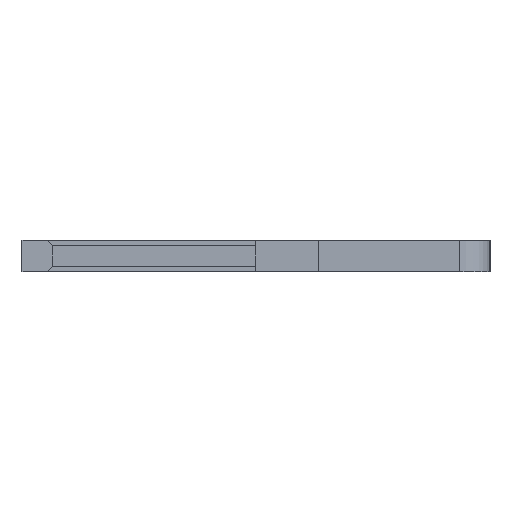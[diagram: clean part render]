
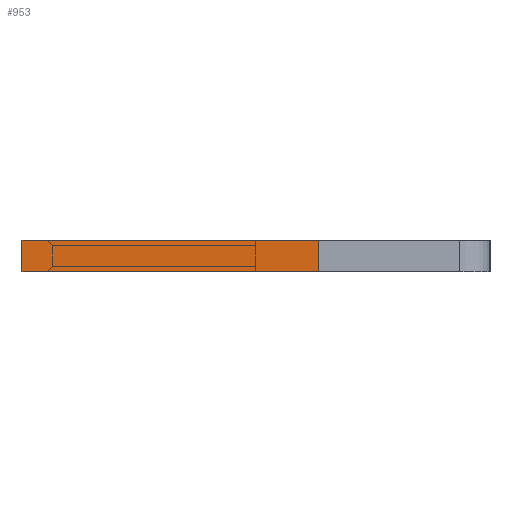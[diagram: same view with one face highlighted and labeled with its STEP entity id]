
A CAD part, left-side view. The second image highlights one B-rep face of the part: STEP entity #953.
In plain terms, the highlighted face is planar.
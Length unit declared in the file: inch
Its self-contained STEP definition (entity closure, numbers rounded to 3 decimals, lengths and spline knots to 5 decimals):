
#28 = CARTESIAN_POINT ( 'NONE',  ( 0.01, -0.04, -0.04 ) ) ;
#38 = CARTESIAN_POINT ( 'NONE',  ( 0.01, 0.15, -0.04 ) ) ;
#114 = EDGE_CURVE ( 'NONE', #1149, #400, #2398, .T. ) ;
#138 = ORIENTED_EDGE ( 'NONE', *, *, #1926, .F. ) ;
#192 = DIRECTION ( 'NONE',  ( 1., 0., 0. ) ) ;
#250 = CARTESIAN_POINT ( 'NONE',  ( -0.01, 0.15, -0.04 ) ) ;
#268 = ORIENTED_EDGE ( 'NONE', *, *, #114, .F. ) ;
#298 = VERTEX_POINT ( 'NONE', #2189 ) ;
#344 = CARTESIAN_POINT ( 'NONE',  ( 0.01, 0.15, -0.04 ) ) ;
#400 = VERTEX_POINT ( 'NONE', #796 ) ;
#407 = FACE_OUTER_BOUND ( 'NONE', #2561, .T. ) ;
#437 = VECTOR ( 'NONE', #940, 39.37008 ) ;
#605 = DIRECTION ( 'NONE',  ( 0., 0., 1. ) ) ;
#636 = LINE ( 'NONE', #250, #1649 ) ;
#744 = EDGE_CURVE ( 'NONE', #1873, #298, #1130, .T. ) ;
#796 = CARTESIAN_POINT ( 'NONE',  ( -0.01, 0.15, -0.04 ) ) ;
#896 = DIRECTION ( 'NONE',  ( 0., 1., 0. ) ) ;
#940 = DIRECTION ( 'NONE',  ( -1., 0., 0. ) ) ;
#953 = ADVANCED_FACE ( 'NONE', ( #407 ), #1236, .F. ) ;
#955 = VECTOR ( 'NONE', #1572, 39.37008 ) ;
#1130 = LINE ( 'NONE', #2169, #437 ) ;
#1149 = VERTEX_POINT ( 'NONE', #1628 ) ;
#1236 = PLANE ( 'NONE',  #1283 ) ;
#1283 = AXIS2_PLACEMENT_3D ( 'NONE', #1614, #605, #192 ) ;
#1473 = ORIENTED_EDGE ( 'NONE', *, *, #744, .T. ) ;
#1572 = DIRECTION ( 'NONE',  ( -1., 0., 0. ) ) ;
#1614 = CARTESIAN_POINT ( 'NONE',  ( 0.01, 0.15, -0.04 ) ) ;
#1628 = CARTESIAN_POINT ( 'NONE',  ( 0.01, 0.15, -0.04 ) ) ;
#1649 = VECTOR ( 'NONE', #896, 39.37008 ) ;
#1704 = DIRECTION ( 'NONE',  ( 0., 1., 0. ) ) ;
#1840 = ORIENTED_EDGE ( 'NONE', *, *, #2302, .T. ) ;
#1873 = VERTEX_POINT ( 'NONE', #28 ) ;
#1926 = EDGE_CURVE ( 'NONE', #1873, #1149, #2305, .T. ) ;
#2169 = CARTESIAN_POINT ( 'NONE',  ( 0.01, -0.04, -0.04 ) ) ;
#2189 = CARTESIAN_POINT ( 'NONE',  ( -0.01, -0.04, -0.04 ) ) ;
#2302 = EDGE_CURVE ( 'NONE', #298, #400, #636, .T. ) ;
#2305 = LINE ( 'NONE', #38, #2569 ) ;
#2398 = LINE ( 'NONE', #344, #955 ) ;
#2561 = EDGE_LOOP ( 'NONE', ( #1840, #268, #138, #1473 ) ) ;
#2569 = VECTOR ( 'NONE', #1704, 39.37008 ) ;
